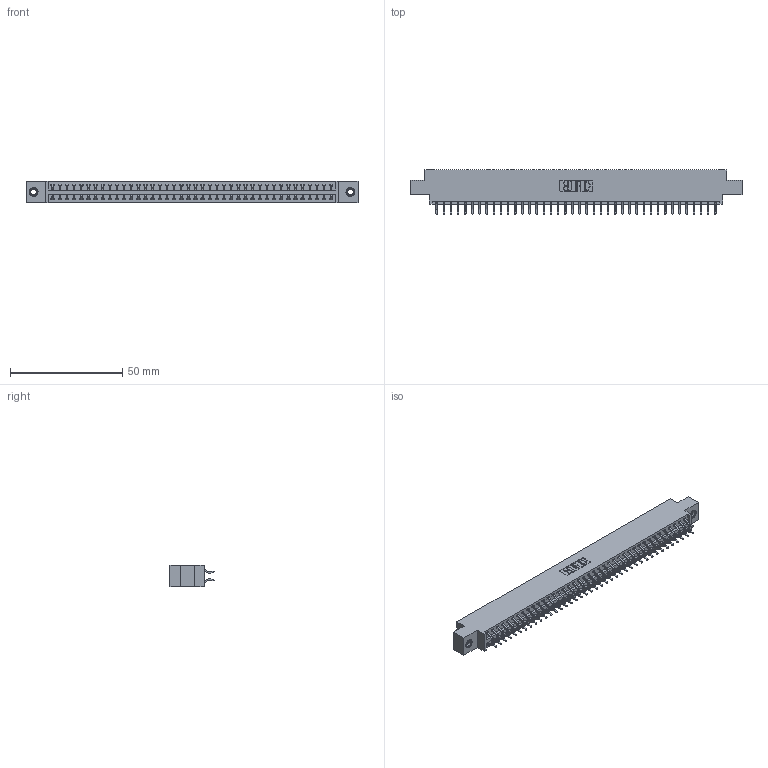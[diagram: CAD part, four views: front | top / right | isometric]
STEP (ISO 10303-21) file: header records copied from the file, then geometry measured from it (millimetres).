
FILE_DESCRIPTION (( 'STEP AP203' ), '1' );
FILE_NAME ('346-080-556-807.STEP', '2022-05-25T16:24:30', ( '' ), ( '' ), 'SwSTEP 2.0', 'SolidWorks 2020', '' );
FILE_SCHEMA (( 'CONFIG_CONTROL_DESIGN' ));
Length unit declared in the file: inch
Products named in the file (4): 346-080-556-807; 345-250-001_345-250-005-103; 346 Part_0.170 Offset - 0.156 Dia-TI; 345-292-001_556 Tail
Assembly tree (83 placements, depth 2):
  346-080-556-807
    346 Part_0.170 Offset - 0.156 Dia-TI
    345-292-001_556 Tail  x80
    345-250-001_345-250-005-103  x2
Bounding box: 147.57 x 19.57 x 9.4 mm (x, y, z)
Volume: 14203.5 mm3; surface area: 19631.2 mm2
Topology: 83 solids, 83 shells, 4826 faces, 14317 edges, 9430 vertices
Faces by surface type: plane 3232, cylinder 1578, cone 12, torus 4
Entity records: 27912 total; most frequent: CARTESIAN_POINT 4603, ORIENTED_EDGE 4518, DIRECTION 4121, EDGE_CURVE 2259, LINE 1939, VECTOR 1939, VERTEX_POINT 1500, AXIS2_PLACEMENT_3D 1091
